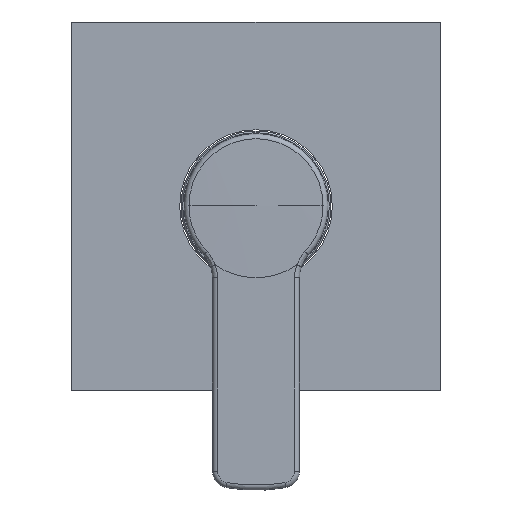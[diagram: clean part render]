
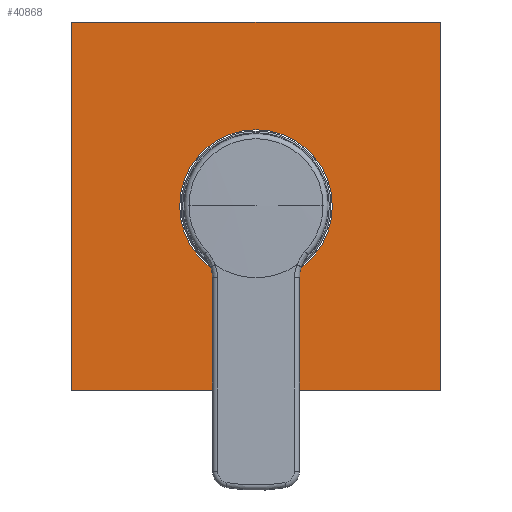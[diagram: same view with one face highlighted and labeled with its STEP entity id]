
A CAD part, top view. The second image highlights one B-rep face of the part: STEP entity #40868.
In plain terms, the highlighted planar face has unit normal (0, 0, 1).
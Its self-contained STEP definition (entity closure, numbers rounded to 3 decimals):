
#40680=DIRECTION('',(0.,1.,0.));
#40681=VECTOR('',#40680,110.);
#40682=CARTESIAN_POINT('',(55.,-55.,46.5));
#40683=LINE('',#40682,#40681);
#40684=DIRECTION('',(1.,0.,0.));
#40685=VECTOR('',#40684,110.);
#40686=CARTESIAN_POINT('',(-55.,-55.,46.5));
#40687=LINE('',#40686,#40685);
#40688=DIRECTION('',(0.,-1.,0.));
#40689=VECTOR('',#40688,110.);
#40690=CARTESIAN_POINT('',(-55.,55.,46.5));
#40691=LINE('',#40690,#40689);
#40692=DIRECTION('',(-1.,0.,0.));
#40693=VECTOR('',#40692,110.);
#40694=CARTESIAN_POINT('',(55.,55.,46.5));
#40695=LINE('',#40694,#40693);
#40696=CARTESIAN_POINT('',(0.,0.,46.5));
#40697=DIRECTION('',(0.,0.,-1.));
#40698=DIRECTION('',(-1.,0.,0.));
#40699=AXIS2_PLACEMENT_3D('',#40696,#40697,#40698);
#40701=CARTESIAN_POINT('',(0.,0.,46.5));
#40702=DIRECTION('',(0.,0.,-1.));
#40703=DIRECTION('',(1.,0.,0.));
#40704=AXIS2_PLACEMENT_3D('',#40701,#40702,#40703);
#40726=CARTESIAN_POINT('',(-22.8,0.,46.5));
#40727=CARTESIAN_POINT('',(22.8,0.,46.5));
#40728=VERTEX_POINT('',#40726);
#40729=VERTEX_POINT('',#40727);
#40730=CARTESIAN_POINT('',(55.,-55.,46.5));
#40731=CARTESIAN_POINT('',(55.,55.,46.5));
#40732=VERTEX_POINT('',#40730);
#40733=VERTEX_POINT('',#40731);
#40734=CARTESIAN_POINT('',(-55.,55.,46.5));
#40735=VERTEX_POINT('',#40734);
#40736=CARTESIAN_POINT('',(-55.,-55.,46.5));
#40737=VERTEX_POINT('',#40736);
#40851=CARTESIAN_POINT('',(0.,0.,46.5));
#40852=DIRECTION('',(0.,0.,1.));
#40853=DIRECTION('',(-1.,0.,0.));
#40854=AXIS2_PLACEMENT_3D('',#40851,#40852,#40853);
#40855=PLANE('',#40854);
#40856=ORIENTED_EDGE('',*,*,#40775,.F.);
#40857=ORIENTED_EDGE('',*,*,#40797,.F.);
#40858=ORIENTED_EDGE('',*,*,#40818,.F.);
#40859=ORIENTED_EDGE('',*,*,#40838,.F.);
#40860=EDGE_LOOP('',(#40856,#40857,#40858,#40859));
#40861=FACE_OUTER_BOUND('',#40860,.F.);
#40863=ORIENTED_EDGE('',*,*,#40862,.F.);
#40865=ORIENTED_EDGE('',*,*,#40864,.F.);
#40866=EDGE_LOOP('',(#40863,#40865));
#40867=FACE_BOUND('',#40866,.F.);
#40868=ADVANCED_FACE('',(#40861,#40867),#40855,.T.);
#40700=CIRCLE('',#40699,22.8);
#40705=CIRCLE('',#40704,22.8);
#40775=EDGE_CURVE('',#40732,#40733,#40683,.T.);
#40797=EDGE_CURVE('',#40737,#40732,#40687,.T.);
#40818=EDGE_CURVE('',#40735,#40737,#40691,.T.);
#40838=EDGE_CURVE('',#40733,#40735,#40695,.T.);
#40862=EDGE_CURVE('',#40728,#40729,#40700,.T.);
#40864=EDGE_CURVE('',#40729,#40728,#40705,.T.);
